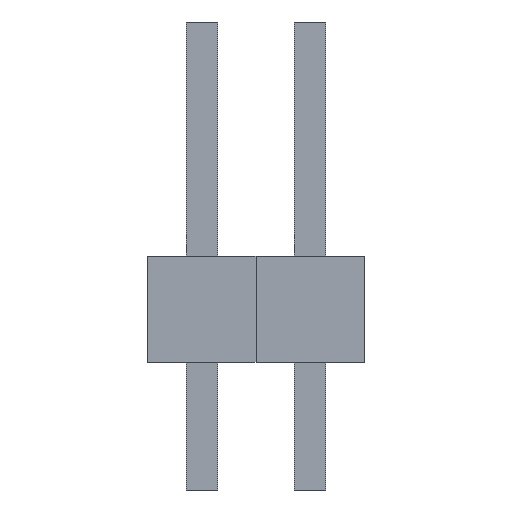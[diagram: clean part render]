
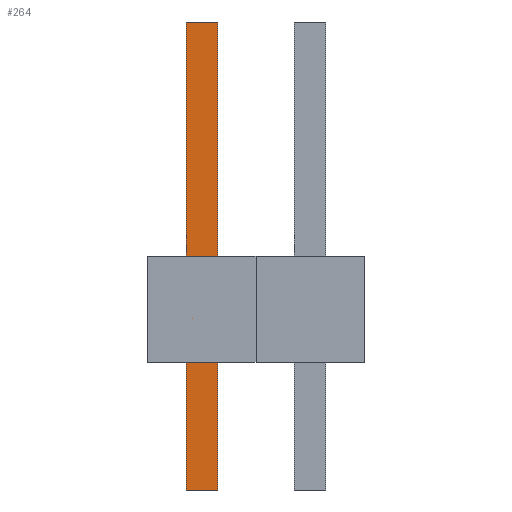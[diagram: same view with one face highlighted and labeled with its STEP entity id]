
A CAD part, front view. The second image highlights one B-rep face of the part: STEP entity #264.
In plain terms, the highlighted planar face has unit normal (0, -1, 0).
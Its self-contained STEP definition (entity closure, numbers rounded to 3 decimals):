
#13=DIRECTION('',(0.,0.,1.));
#14=DIRECTION('',(1.,0.,0.));
#105=VECTOR('',#13,1.);
#112=DIRECTION('',(0.,1.,0.));
#154=VECTOR('',#14,1.);
#218=EDGE_CURVE('',#219,#221,#223,.T.);
#219=VERTEX_POINT('',#220);
#220=CARTESIAN_POINT('',(-0.371,-0.371,-3.));
#221=VERTEX_POINT('',#222);
#222=CARTESIAN_POINT('',(-0.371,-0.371,8.));
#223=LINE('',#220,#105);
#242=ORIENTED_EDGE('',*,*,#243,.F.);
#243=EDGE_CURVE('',#244,#246,#248,.T.);
#244=VERTEX_POINT('',#245);
#245=CARTESIAN_POINT('',(0.371,-0.371,-3.));
#246=VERTEX_POINT('',#247);
#247=CARTESIAN_POINT('',(0.371,-0.371,8.));
#248=LINE('',#245,#105);
#264=ADVANCED_FACE('',(#265),#274,.F.);
#265=FACE_BOUND('',#266,.F.);
#266=EDGE_LOOP('',(#267,#270,#271,#242));
#267=ORIENTED_EDGE('',*,*,#268,.F.);
#268=EDGE_CURVE('',#219,#244,#269,.T.);
#269=LINE('',#220,#154);
#270=ORIENTED_EDGE('',*,*,#218,.T.);
#271=ORIENTED_EDGE('',*,*,#272,.T.);
#272=EDGE_CURVE('',#221,#246,#273,.T.);
#273=LINE('',#222,#154);
#274=PLANE('',#275);
#275=AXIS2_PLACEMENT_3D('',#220,#112,#13);
